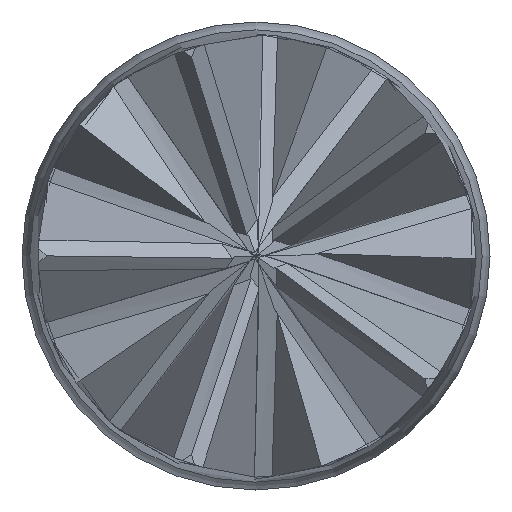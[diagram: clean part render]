
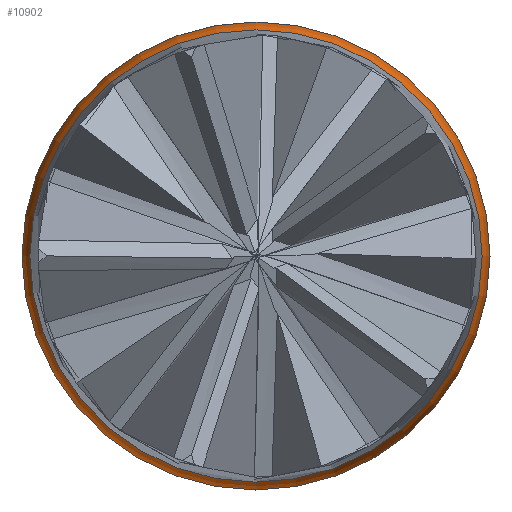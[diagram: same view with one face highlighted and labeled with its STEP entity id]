
A CAD part, left-side view. The second image highlights one B-rep face of the part: STEP entity #10902.
In plain terms, the highlighted toroidal (fillet/blend) face has major radius 0.432 mm and minor radius 0.252 mm.
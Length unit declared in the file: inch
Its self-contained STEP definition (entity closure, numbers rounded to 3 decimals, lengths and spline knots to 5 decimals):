
#458 = FACE_OUTER_BOUND ( 'NONE', #2346, .T. ) ;
#1335 = DIRECTION ( 'NONE',  ( 0., 0., -1. ) ) ;
#1390 = AXIS2_PLACEMENT_3D ( 'NONE', #8447, #2599, #1335 ) ;
#1999 = AXIS2_PLACEMENT_3D ( 'NONE', #12623, #15734, #12691 ) ;
#2110 = EDGE_LOOP ( 'NONE', ( #4583 ) ) ;
#2346 = EDGE_LOOP ( 'NONE', ( #16548 ) ) ;
#2599 = DIRECTION ( 'NONE',  ( 1., 0., 0. ) ) ;
#4017 = DIRECTION ( 'NONE',  ( 1., 0., 0. ) ) ;
#4583 = ORIENTED_EDGE ( 'NONE', *, *, #15236, .F. ) ;
#4644 = EDGE_CURVE ( 'NONE', #9397, #9397, #18584, .T. ) ;
#7085 = CARTESIAN_POINT ( 'NONE',  ( 0.05219, 0., -0.02497 ) ) ;
#8447 = CARTESIAN_POINT ( 'NONE',  ( 0.05219, 0., 0. ) ) ;
#9215 = AXIS2_PLACEMENT_3D ( 'NONE', #12617, #4017, #14086 ) ;
#9397 = VERTEX_POINT ( 'NONE', #7085 ) ;
#10902 = ADVANCED_FACE ( 'NONE', ( #14426, #458 ), #13751, .T. ) ;
#12617 = CARTESIAN_POINT ( 'NONE',  ( 0.05807, 0., 0. ) ) ;
#12623 = CARTESIAN_POINT ( 'NONE',  ( 0.05807, 0., 0. ) ) ;
#12691 = DIRECTION ( 'NONE',  ( 0., 0., -1. ) ) ;
#13751 = TOROIDAL_SURFACE ( 'NONE', #9215, 0.017, 0.0099 ) ;
#14086 = DIRECTION ( 'NONE',  ( 0., 0., -1. ) ) ;
#14129 = CARTESIAN_POINT ( 'NONE',  ( 0.05807, 0., -0.0269 ) ) ;
#14426 = FACE_OUTER_BOUND ( 'NONE', #2110, .T. ) ;
#15236 = EDGE_CURVE ( 'NONE', #15713, #15713, #16943, .T. ) ;
#15713 = VERTEX_POINT ( 'NONE', #14129 ) ;
#15734 = DIRECTION ( 'NONE',  ( 1., 0., 0. ) ) ;
#16548 = ORIENTED_EDGE ( 'NONE', *, *, #4644, .T. ) ;
#16943 = CIRCLE ( 'NONE', #1999, 0.0269 ) ;
#18584 = CIRCLE ( 'NONE', #1390, 0.02497 ) ;
